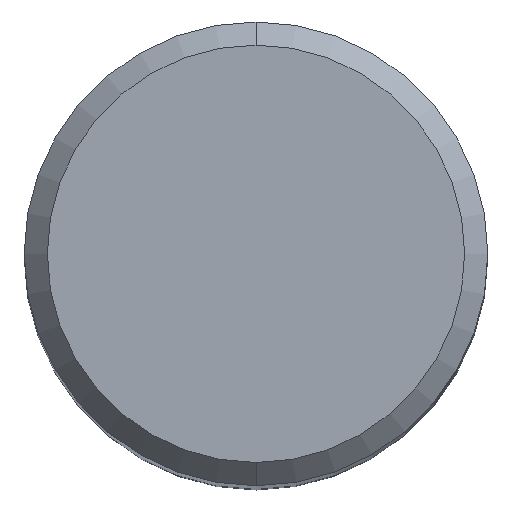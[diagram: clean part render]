
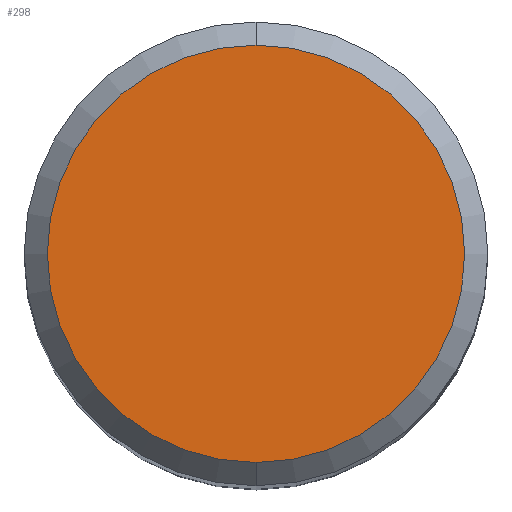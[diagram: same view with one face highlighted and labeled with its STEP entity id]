
A CAD part, top view. The second image highlights one B-rep face of the part: STEP entity #298.
In plain terms, the highlighted planar face has unit normal (0, 0, 1).
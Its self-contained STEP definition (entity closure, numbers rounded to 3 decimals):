
#174=EDGE_CURVE('',#340,#274,#475,.T.);
#250=EDGE_CURVE('',#274,#340,#558,.T.);
#274=VERTEX_POINT('',#586);
#298=ADVANCED_FACE('',(#611),#612,.T.);
#340=VERTEX_POINT('',#658);
#475=CIRCLE('',#799,7.2);
#558=CIRCLE('',#975,7.2);
#586=CARTESIAN_POINT('',(0.,-7.2,0.0));
#611=FACE_OUTER_BOUND('',#1124,.T.);
#612=PLANE('',#1125);
#658=CARTESIAN_POINT('',(0.0,7.2,0.0));
#799=AXIS2_PLACEMENT_3D('',#1484,#1485,#1486);
#975=AXIS2_PLACEMENT_3D('',#1566,#1567,#1568);
#1124=EDGE_LOOP('',(#1624,#1625));
#1125=AXIS2_PLACEMENT_3D('',#1626,#1627,#1628);
#1484=CARTESIAN_POINT('',(0.0,0.0,0.0));
#1485=DIRECTION('',(0.0,0.0,-1.0));
#1486=DIRECTION('',(0.0,1.0,0.0));
#1566=CARTESIAN_POINT('',(0.0,0.0,0.0));
#1567=DIRECTION('',(0.0,0.0,-1.0));
#1568=DIRECTION('',(0.0,1.0,0.0));
#1624=ORIENTED_EDGE('',*,*,#174,.F.);
#1625=ORIENTED_EDGE('',*,*,#250,.F.);
#1626=CARTESIAN_POINT('',(0.0,3.6,0.0));
#1627=DIRECTION('',(-0.0,0.0,1.0));
#1628=DIRECTION('',(0.0,-1.0,0.0));
